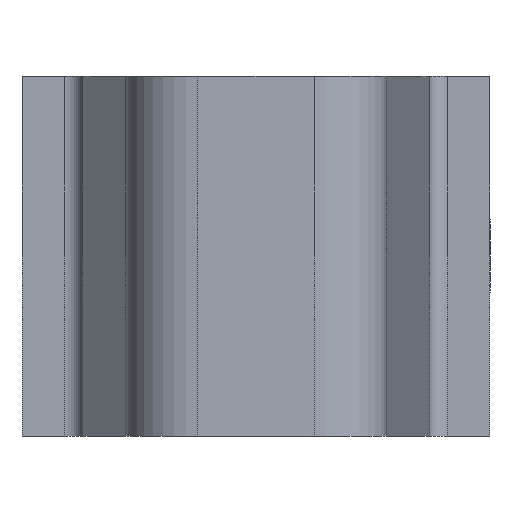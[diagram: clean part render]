
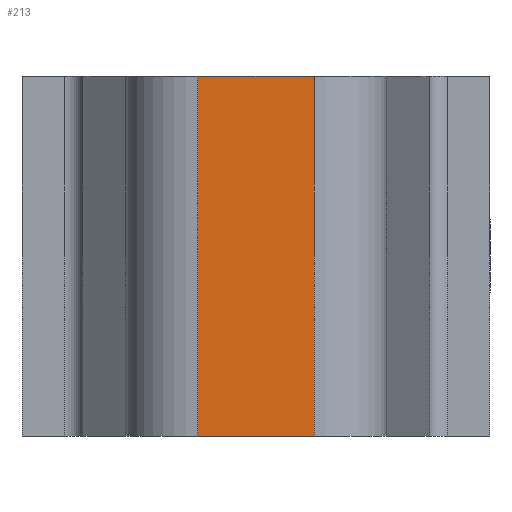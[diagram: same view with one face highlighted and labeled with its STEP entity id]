
A CAD part, left-side view. The second image highlights one B-rep face of the part: STEP entity #213.
In plain terms, the highlighted planar face has unit normal (-1, 0, 0).
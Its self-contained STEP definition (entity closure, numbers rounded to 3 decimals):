
#9 = ORIENTED_EDGE ( 'NONE', *, *, #254, .T. ) ;
#17 = CARTESIAN_POINT ( 'NONE',  ( -24.35, 1.619, 0. ) ) ;
#57 = CARTESIAN_POINT ( 'NONE',  ( -24.35, -3.5, 0. ) ) ;
#73 = CARTESIAN_POINT ( 'NONE',  ( -24.35, -3.5, 10. ) ) ;
#80 = AXIS2_PLACEMENT_3D ( 'NONE', #608, #336, #676 ) ;
#86 = DIRECTION ( 'NONE',  ( 0., 0., 1. ) ) ;
#94 = EDGE_LOOP ( 'NONE', ( #715, #9, #222, #756 ) ) ;
#104 = EDGE_CURVE ( 'NONE', #224, #465, #571, .T. ) ;
#149 = CARTESIAN_POINT ( 'NONE',  ( -24.35, 1.619, 10. ) ) ;
#181 = EDGE_CURVE ( 'NONE', #684, #627, #525, .T. ) ;
#192 = VECTOR ( 'NONE', #476, 1000. ) ;
#213 = ADVANCED_FACE ( 'NONE', ( #818 ), #694, .F. ) ;
#222 = ORIENTED_EDGE ( 'NONE', *, *, #181, .F. ) ;
#224 = VERTEX_POINT ( 'NONE', #17 ) ;
#254 = EDGE_CURVE ( 'NONE', #465, #627, #272, .T. ) ;
#272 = LINE ( 'NONE', #667, #621 ) ;
#299 = VECTOR ( 'NONE', #442, 1000. ) ;
#336 = DIRECTION ( 'NONE',  ( 1., 0., 0. ) ) ;
#400 = CARTESIAN_POINT ( 'NONE',  ( -24.35, 1.619, 10. ) ) ;
#442 = DIRECTION ( 'NONE',  ( 0., -1., 0. ) ) ;
#465 = VERTEX_POINT ( 'NONE', #644 ) ;
#476 = DIRECTION ( 'NONE',  ( 0., 0., -1. ) ) ;
#525 = LINE ( 'NONE', #73, #299 ) ;
#571 = LINE ( 'NONE', #57, #664 ) ;
#590 = DIRECTION ( 'NONE',  ( 0., -1., 0. ) ) ;
#592 = CARTESIAN_POINT ( 'NONE',  ( -24.35, -1.619, 10. ) ) ;
#608 = CARTESIAN_POINT ( 'NONE',  ( -24.35, -3.5, 10. ) ) ;
#621 = VECTOR ( 'NONE', #86, 1000. ) ;
#627 = VERTEX_POINT ( 'NONE', #592 ) ;
#644 = CARTESIAN_POINT ( 'NONE',  ( -24.35, -1.619, 0. ) ) ;
#664 = VECTOR ( 'NONE', #590, 1000. ) ;
#667 = CARTESIAN_POINT ( 'NONE',  ( -24.35, -1.619, 10. ) ) ;
#676 = DIRECTION ( 'NONE',  ( 0., 0., -1. ) ) ;
#684 = VERTEX_POINT ( 'NONE', #400 ) ;
#694 = PLANE ( 'NONE',  #80 ) ;
#710 = LINE ( 'NONE', #149, #192 ) ;
#714 = EDGE_CURVE ( 'NONE', #684, #224, #710, .T. ) ;
#715 = ORIENTED_EDGE ( 'NONE', *, *, #104, .T. ) ;
#756 = ORIENTED_EDGE ( 'NONE', *, *, #714, .T. ) ;
#818 = FACE_OUTER_BOUND ( 'NONE', #94, .T. ) ;
